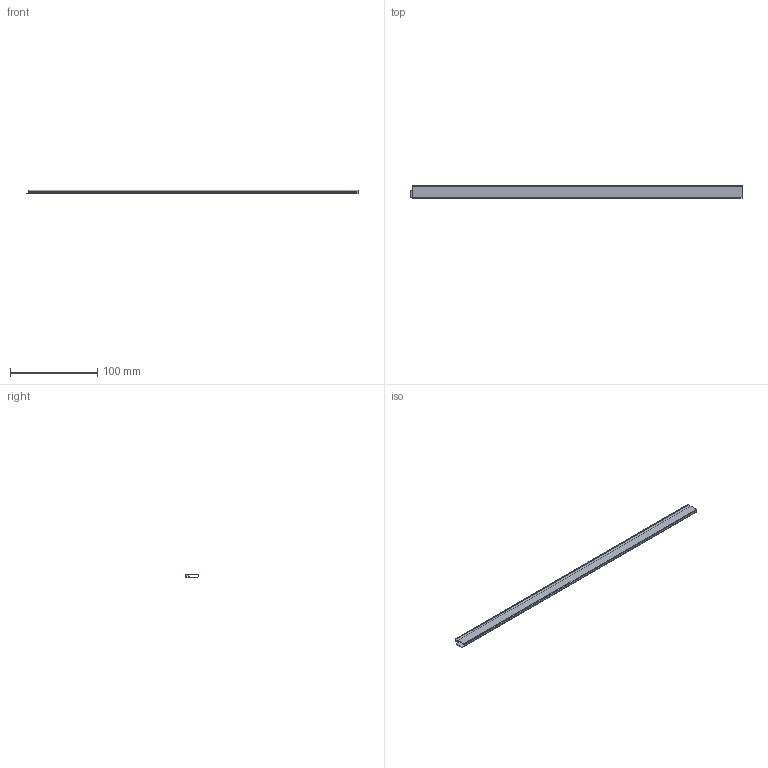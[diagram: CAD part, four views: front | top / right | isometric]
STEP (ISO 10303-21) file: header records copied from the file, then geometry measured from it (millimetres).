
FILE_DESCRIPTION (( 'STEP AP214' ), '1' );
FILE_NAME ('NNAMC3740PC01.STEP', '2021-12-07T12:18:43', ( '' ), ( '' ), 'SwSTEP 2.0', 'SolidWorks 2021', '' );
FILE_SCHEMA (( 'AUTOMOTIVE_DESIGN' ));
Length unit declared in the file: millimetre
Products named in the file (7): 000855; 000296; 000054; 000129_53v; NNAMC3740PC01; 000239; 000297
Assembly tree (6 placements, depth 4):
  NNAMC3740PC01
    000855
      000297
        000296
    000239
      000054
    000129_53v
Bounding box: 381.4 x 14.5 x 3.61 mm (x, y, z)
Volume: 6623.5 mm3; surface area: 27598.8 mm2
Topology: 3 solids, 3 shells, 71 faces, 165 edges, 104 vertices
Faces by surface type: plane 58, cylinder 13
Entity records: 2356 total; most frequent: DIRECTION 357, CARTESIAN_POINT 352, ORIENTED_EDGE 330, EDGE_CURVE 165, VECTOR 139, LINE 139, AXIS2_PLACEMENT_3D 109, VERTEX_POINT 104
